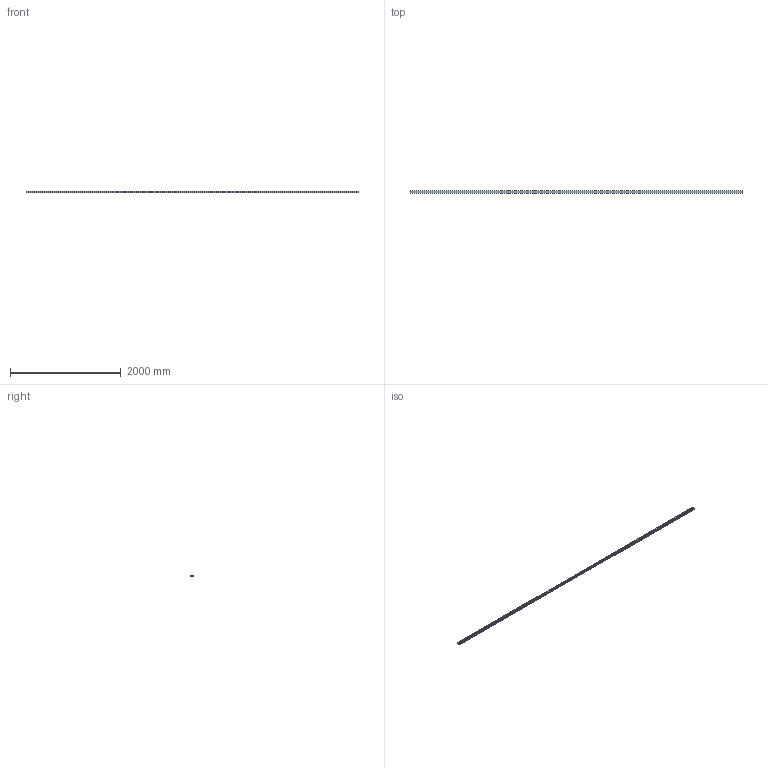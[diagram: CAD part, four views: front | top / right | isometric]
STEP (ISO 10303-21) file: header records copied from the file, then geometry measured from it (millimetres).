
FILE_DESCRIPTION (( 'STEP AP214' ), '1' );
FILE_NAME ('201016 Profil 30x45 Nut 8.STEP', '2019-01-21T13:48:46', ( '' ), ( '' ), 'SwSTEP 2.0', 'SolidWorks 2017', '' );
FILE_SCHEMA (( 'AUTOMOTIVE_DESIGN' ));
Length unit declared in the file: millimetre
Products named in the file (1): 201016 Profil 30x45 Nut 8
Bounding box: 6000 x 45 x 30 mm (x, y, z)
Volume: 2426367.9 mm3; surface area: 2902511.1 mm2
Topology: 1 solids, 1 shells, 146 faces, 432 edges, 288 vertices
Faces by surface type: plane 98, cylinder 48
Entity records: 4926 total; most frequent: CARTESIAN_POINT 867, ORIENTED_EDGE 864, DIRECTION 822, EDGE_CURVE 432, LINE 336, VECTOR 336, VERTEX_POINT 288, AXIS2_PLACEMENT_3D 243
